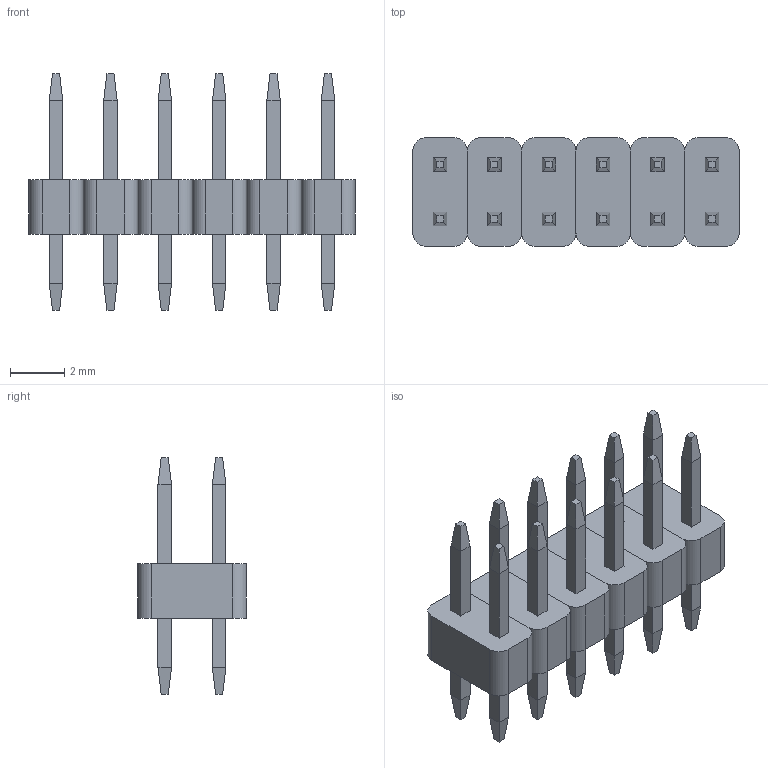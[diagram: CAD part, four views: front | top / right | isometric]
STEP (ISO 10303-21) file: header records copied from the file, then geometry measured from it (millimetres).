
FILE_DESCRIPTION (( 'STEP AP214' ), '1' );
FILE_NAME ('User Library-SMD DIP2x6 2.0mm-1.STEP', '2023-11-28T18:26:26', ( '' ), ( '' ), 'SwSTEP 2.0', 'SolidWorks 2022', '' );
FILE_SCHEMA (( 'AUTOMOTIVE_DESIGN' ));
Length unit declared in the file: millimetre
Products named in the file (4): Ö±Õë0.5x0.5x8.7; µ¥Õë; »ù×ù; User Library-SMD DIP2x6 2.0mm-1
Assembly tree (9 placements, depth 3):
  User Library-SMD DIP2x6 2.0mm-1
    µ¥Õë  x6
      »ù×ù
      Ö±Õë0.5x0.5x8.7
Bounding box: 12 x 4 x 8.7 mm (x, y, z)
Volume: 111.1 mm3; surface area: 468 mm2
Topology: 18 solids, 18 shells, 276 faces, 624 edges, 384 vertices
Faces by surface type: plane 252, cylinder 24
Entity records: 1448 total; most frequent: DIRECTION 174, CARTESIAN_POINT 169, ORIENTED_EDGE 152, EDGE_CURVE 76, VECTOR 68, LINE 68, AXIS2_PLACEMENT_3D 53, VERTEX_POINT 48
